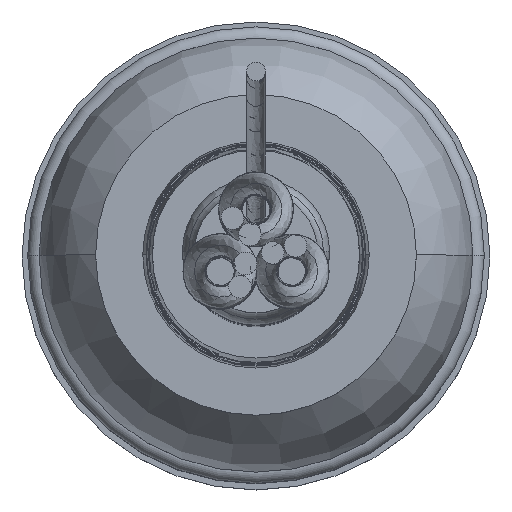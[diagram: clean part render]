
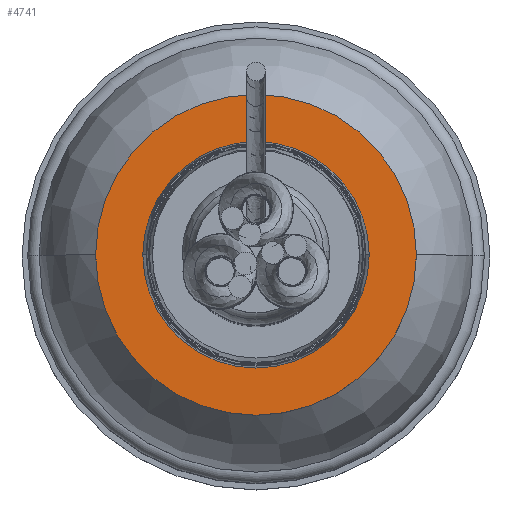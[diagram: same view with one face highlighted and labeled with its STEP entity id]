
A CAD part, top view. The second image highlights one B-rep face of the part: STEP entity #4741.
In plain terms, the highlighted planar face has unit normal (0, 0, 1).
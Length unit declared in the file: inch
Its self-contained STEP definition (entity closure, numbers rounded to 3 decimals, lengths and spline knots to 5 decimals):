
#443 = ORIENTED_EDGE ( 'NONE', *, *, #8204, .F. ) ;
#770 = CARTESIAN_POINT ( 'NONE',  ( 0., 0., 2.61 ) ) ;
#1404 = CARTESIAN_POINT ( 'NONE',  ( 0., 0., 2.61 ) ) ;
#1788 = CARTESIAN_POINT ( 'NONE',  ( 0.3, 0., 2.61 ) ) ;
#1881 = AXIS2_PLACEMENT_3D ( 'NONE', #14919, #6483, #16355 ) ;
#1921 = CIRCLE ( 'NONE', #17324, 0.3 ) ;
#2032 = CARTESIAN_POINT ( 'NONE',  ( 0., 0., 2.61 ) ) ;
#2187 = DIRECTION ( 'NONE',  ( 1., 0., 0. ) ) ;
#2665 = CARTESIAN_POINT ( 'NONE',  ( -0.3, 0., 2.61 ) ) ;
#2809 = DIRECTION ( 'NONE',  ( 1., 0., 0. ) ) ;
#3094 = FACE_OUTER_BOUND ( 'NONE', #8265, .T. ) ;
#4741 = ADVANCED_FACE ( 'NONE', ( #6821, #3094 ), #7627, .T. ) ;
#6259 = DIRECTION ( 'NONE',  ( 0., 0., 1. ) ) ;
#6483 = DIRECTION ( 'NONE',  ( 0., 0., 1. ) ) ;
#6821 = FACE_BOUND ( 'NONE', #15581, .T. ) ;
#7000 = ORIENTED_EDGE ( 'NONE', *, *, #11120, .T. ) ;
#7440 = DIRECTION ( 'NONE',  ( 0., 0., 1. ) ) ;
#7627 = PLANE ( 'NONE',  #14125 ) ;
#8204 = EDGE_CURVE ( 'NONE', #12458, #11097, #1921, .T. ) ;
#8265 = EDGE_LOOP ( 'NONE', ( #18255, #7000 ) ) ;
#8277 = EDGE_CURVE ( 'NONE', #8604, #14731, #12699, .T. ) ;
#8604 = VERTEX_POINT ( 'NONE', #17086 ) ;
#10576 = DIRECTION ( 'NONE',  ( 0., 0., 1. ) ) ;
#11097 = VERTEX_POINT ( 'NONE', #1788 ) ;
#11120 = EDGE_CURVE ( 'NONE', #14731, #8604, #13548, .T. ) ;
#11217 = DIRECTION ( 'NONE',  ( 0., 0., 1. ) ) ;
#12000 = CARTESIAN_POINT ( 'NONE',  ( 0.425, 0., 2.61 ) ) ;
#12458 = VERTEX_POINT ( 'NONE', #2665 ) ;
#12699 = CIRCLE ( 'NONE', #1881, 0.425 ) ;
#13548 = CIRCLE ( 'NONE', #14714, 0.425 ) ;
#13733 = EDGE_CURVE ( 'NONE', #11097, #12458, #15767, .T. ) ;
#14125 = AXIS2_PLACEMENT_3D ( 'NONE', #2032, #6259, #16128 ) ;
#14714 = AXIS2_PLACEMENT_3D ( 'NONE', #15882, #7440, #17285 ) ;
#14731 = VERTEX_POINT ( 'NONE', #12000 ) ;
#14919 = CARTESIAN_POINT ( 'NONE',  ( 0., 0., 2.61 ) ) ;
#15471 = ORIENTED_EDGE ( 'NONE', *, *, #13733, .F. ) ;
#15581 = EDGE_LOOP ( 'NONE', ( #15471, #443 ) ) ;
#15767 = CIRCLE ( 'NONE', #16647, 0.3 ) ;
#15882 = CARTESIAN_POINT ( 'NONE',  ( 0., 0., 2.61 ) ) ;
#16128 = DIRECTION ( 'NONE',  ( 1., 0., 0. ) ) ;
#16355 = DIRECTION ( 'NONE',  ( 1., 0., 0. ) ) ;
#16647 = AXIS2_PLACEMENT_3D ( 'NONE', #1404, #11217, #2809 ) ;
#17086 = CARTESIAN_POINT ( 'NONE',  ( -0.425, 0., 2.61 ) ) ;
#17285 = DIRECTION ( 'NONE',  ( 1., 0., 0. ) ) ;
#17324 = AXIS2_PLACEMENT_3D ( 'NONE', #770, #10576, #2187 ) ;
#18255 = ORIENTED_EDGE ( 'NONE', *, *, #8277, .T. ) ;
